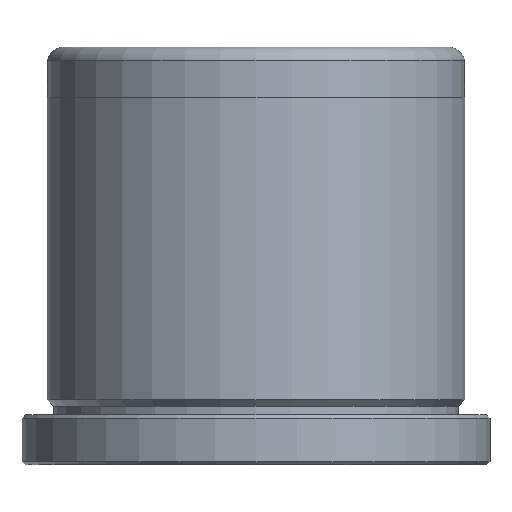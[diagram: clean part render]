
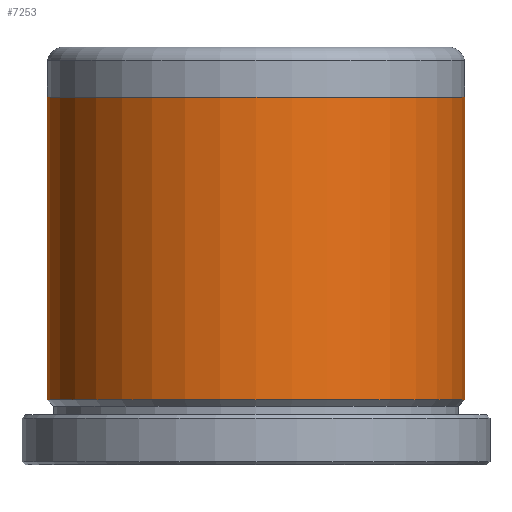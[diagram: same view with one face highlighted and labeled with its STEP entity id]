
A CAD part, front view. The second image highlights one B-rep face of the part: STEP entity #7253.
In plain terms, the highlighted cylindrical face has radius 12.5 mm (diameter 25 mm), a partial arc.
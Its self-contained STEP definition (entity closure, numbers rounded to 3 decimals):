
#548 = VERTEX_POINT ( 'NONE', #8444 ) ;
#2150 = DIRECTION ( 'NONE',  ( 1., 0., 0. ) ) ;
#2157 = CIRCLE ( 'NONE', #7373, 12.5 ) ;
#2407 = DIRECTION ( 'NONE',  ( 0., 0., 1. ) ) ;
#2480 = EDGE_CURVE ( 'NONE', #548, #7013, #4126, .T. ) ;
#2486 = CARTESIAN_POINT ( 'NONE',  ( 0., 0., 22. ) ) ;
#2513 = AXIS2_PLACEMENT_3D ( 'NONE', #10261, #7170, #10295 ) ;
#2677 = CIRCLE ( 'NONE', #3073, 12.5 ) ;
#2792 = CARTESIAN_POINT ( 'NONE',  ( -12.5, 0., 22. ) ) ;
#3073 = AXIS2_PLACEMENT_3D ( 'NONE', #2486, #2407, #2150 ) ;
#3271 = EDGE_CURVE ( 'NONE', #6657, #3337, #3296, .T. ) ;
#3289 = VECTOR ( 'NONE', #5265, 1000. ) ;
#3296 = LINE ( 'NONE', #5292, #3289 ) ;
#3337 = VERTEX_POINT ( 'NONE', #4503 ) ;
#3989 = EDGE_CURVE ( 'NONE', #6657, #548, #2677, .T. ) ;
#4075 = VECTOR ( 'NONE', #7806, 1000. ) ;
#4126 = LINE ( 'NONE', #7884, #4075 ) ;
#4503 = CARTESIAN_POINT ( 'NONE',  ( -12.5, 0., 3.9 ) ) ;
#4547 = EDGE_CURVE ( 'NONE', #7013, #3337, #2157, .T. ) ;
#4991 = DIRECTION ( 'NONE',  ( -1., 0., 0. ) ) ;
#5016 = DIRECTION ( 'NONE',  ( 0., 0., -1. ) ) ;
#5024 = CARTESIAN_POINT ( 'NONE',  ( 0., 0., 3.9 ) ) ;
#5265 = DIRECTION ( 'NONE',  ( 0., 0., -1. ) ) ;
#5292 = CARTESIAN_POINT ( 'NONE',  ( -12.5, 0., 25. ) ) ;
#6657 = VERTEX_POINT ( 'NONE', #2792 ) ;
#6759 = CYLINDRICAL_SURFACE ( 'NONE', #2513, 12.5 ) ;
#6852 = FACE_OUTER_BOUND ( 'NONE', #8218, .T. ) ;
#7013 = VERTEX_POINT ( 'NONE', #10776 ) ;
#7170 = DIRECTION ( 'NONE',  ( 0., 0., -1. ) ) ;
#7253 = ADVANCED_FACE ( 'NONE', ( #6852 ), #6759, .T. ) ;
#7373 = AXIS2_PLACEMENT_3D ( 'NONE', #5024, #5016, #4991 ) ;
#7806 = DIRECTION ( 'NONE',  ( 0., 0., -1. ) ) ;
#7884 = CARTESIAN_POINT ( 'NONE',  ( 12.5, 0., 25. ) ) ;
#8218 = EDGE_LOOP ( 'NONE', ( #8850, #8905, #9547, #8722 ) ) ;
#8444 = CARTESIAN_POINT ( 'NONE',  ( 12.5, 0., 22. ) ) ;
#8722 = ORIENTED_EDGE ( 'NONE', *, *, #4547, .F. ) ;
#8850 = ORIENTED_EDGE ( 'NONE', *, *, #2480, .F. ) ;
#8905 = ORIENTED_EDGE ( 'NONE', *, *, #3989, .F. ) ;
#9547 = ORIENTED_EDGE ( 'NONE', *, *, #3271, .T. ) ;
#10261 = CARTESIAN_POINT ( 'NONE',  ( 0., 0., 25. ) ) ;
#10295 = DIRECTION ( 'NONE',  ( -1., 0., 0. ) ) ;
#10776 = CARTESIAN_POINT ( 'NONE',  ( 12.5, 0., 3.9 ) ) ;
